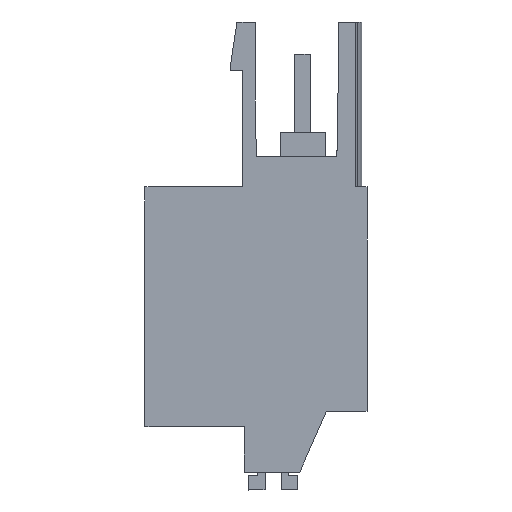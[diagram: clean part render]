
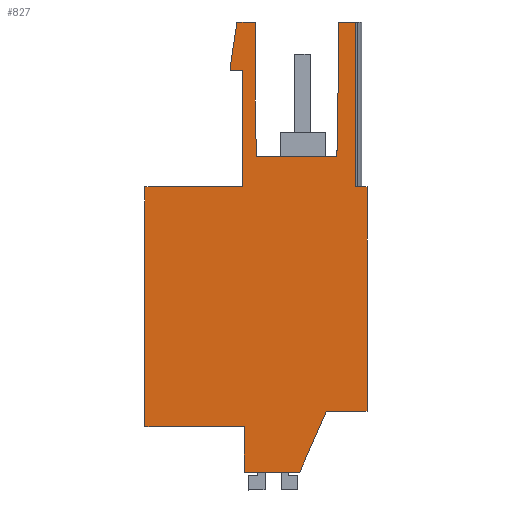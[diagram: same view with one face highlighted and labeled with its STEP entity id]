
A CAD part, left-side view. The second image highlights one B-rep face of the part: STEP entity #827.
In plain terms, the highlighted planar face has unit normal (-1, 0, 0).
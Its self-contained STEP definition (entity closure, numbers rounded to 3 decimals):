
#671=AXIS2_PLACEMENT_3D('Plane Axis2P3D',#668,#669,#670) ;
#42=CARTESIAN_POINT('Vertex',(0.,2.6,5.043)) ;
#45=CARTESIAN_POINT('Line Origine',(0.,3.45,3.093)) ;
#49=CARTESIAN_POINT('Vertex',(0.,4.3,1.143)) ;
#82=CARTESIAN_POINT('Vertex',(0.,0.,5.043)) ;
#85=CARTESIAN_POINT('Line Origine',(0.,1.3,5.043)) ;
#668=CARTESIAN_POINT('Axis2P3D Location',(0.,6.8,19.383)) ;
#673=CARTESIAN_POINT('Line Origine',(0.,7.158,27.858)) ;
#677=CARTESIAN_POINT('Vertex',(0.,7.158,25.783)) ;
#679=CARTESIAN_POINT('Vertex',(0.,7.158,29.933)) ;
#682=CARTESIAN_POINT('Line Origine',(0.,7.738,29.933)) ;
#686=CARTESIAN_POINT('Vertex',(0.,8.318,29.933)) ;
#689=CARTESIAN_POINT('Line Origine',(0.,8.528,28.533)) ;
#693=CARTESIAN_POINT('Vertex',(0.,8.738,27.133)) ;
#696=CARTESIAN_POINT('Line Origine',(0.,8.738,26.973)) ;
#700=CARTESIAN_POINT('Vertex',(0.,8.738,26.813)) ;
#703=CARTESIAN_POINT('Line Origine',(0.,8.353,26.813)) ;
#707=CARTESIAN_POINT('Vertex',(0.,7.968,26.813)) ;
#710=CARTESIAN_POINT('Line Origine',(0.,7.968,23.098)) ;
#714=CARTESIAN_POINT('Vertex',(0.,7.968,19.383)) ;
#717=CARTESIAN_POINT('Line Origine',(0.,11.084,19.383)) ;
#721=CARTESIAN_POINT('Vertex',(0.,14.2,19.383)) ;
#724=CARTESIAN_POINT('Line Origine',(0.,14.2,11.713)) ;
#728=CARTESIAN_POINT('Vertex',(0.,14.2,4.043)) ;
#731=CARTESIAN_POINT('Line Origine',(0.,11.025,4.043)) ;
#735=CARTESIAN_POINT('Vertex',(0.,7.85,4.043)) ;
#738=CARTESIAN_POINT('Line Origine',(0.,7.85,2.593)) ;
#742=CARTESIAN_POINT('Vertex',(0.,7.85,1.143)) ;
#745=CARTESIAN_POINT('Line Origine',(0.,6.075,1.143)) ;
#750=CARTESIAN_POINT('Line Origine',(0.,0.,12.213)) ;
#754=CARTESIAN_POINT('Vertex',(0.,0.,19.383)) ;
#757=CARTESIAN_POINT('Line Origine',(0.,0.361,19.383)) ;
#761=CARTESIAN_POINT('Vertex',(0.,0.723,19.383)) ;
#764=CARTESIAN_POINT('Line Origine',(0.,0.723,24.658)) ;
#768=CARTESIAN_POINT('Vertex',(0.,0.723,29.933)) ;
#771=CARTESIAN_POINT('Line Origine',(0.,1.285,29.933)) ;
#775=CARTESIAN_POINT('Vertex',(0.,1.848,29.933)) ;
#778=CARTESIAN_POINT('Line Origine',(0.,1.848,27.858)) ;
#782=CARTESIAN_POINT('Vertex',(0.,1.848,25.783)) ;
#785=CARTESIAN_POINT('Line Origine',(0.,1.887,23.558)) ;
#789=CARTESIAN_POINT('Vertex',(0.,1.926,21.333)) ;
#792=CARTESIAN_POINT('Line Origine',(0.,4.503,21.333)) ;
#796=CARTESIAN_POINT('Vertex',(0.,7.08,21.333)) ;
#799=CARTESIAN_POINT('Line Origine',(0.,7.119,23.558)) ;
#46=DIRECTION('Vector Direction',(0.,-0.4,0.917)) ;
#86=DIRECTION('Vector Direction',(0.,-1.,0.)) ;
#669=DIRECTION('Axis2P3D Direction',(-1.,0.,0.)) ;
#670=DIRECTION('Axis2P3D XDirection',(0.,1.,0.)) ;
#674=DIRECTION('Vector Direction',(0.,0.,1.)) ;
#683=DIRECTION('Vector Direction',(0.,1.,0.)) ;
#690=DIRECTION('Vector Direction',(0.,0.148,-0.989)) ;
#697=DIRECTION('Vector Direction',(0.,0.,-1.)) ;
#704=DIRECTION('Vector Direction',(0.,1.,0.)) ;
#711=DIRECTION('Vector Direction',(0.,0.,1.)) ;
#718=DIRECTION('Vector Direction',(0.,1.,0.)) ;
#725=DIRECTION('Vector Direction',(0.,0.,-1.)) ;
#732=DIRECTION('Vector Direction',(0.,-1.,0.)) ;
#739=DIRECTION('Vector Direction',(0.,0.,-1.)) ;
#746=DIRECTION('Vector Direction',(0.,-1.,0.)) ;
#751=DIRECTION('Vector Direction',(0.,0.,1.)) ;
#758=DIRECTION('Vector Direction',(0.,1.,0.)) ;
#765=DIRECTION('Vector Direction',(0.,0.,-1.)) ;
#772=DIRECTION('Vector Direction',(0.,1.,0.)) ;
#779=DIRECTION('Vector Direction',(0.,0.,1.)) ;
#786=DIRECTION('Vector Direction',(0.,0.017,-1.)) ;
#793=DIRECTION('Vector Direction',(0.,-1.,0.)) ;
#800=DIRECTION('Vector Direction',(0.,-0.017,-1.)) ;
#47=VECTOR('Line Direction',#46,1.) ;
#87=VECTOR('Line Direction',#86,1.) ;
#675=VECTOR('Line Direction',#674,1.) ;
#684=VECTOR('Line Direction',#683,1.) ;
#691=VECTOR('Line Direction',#690,1.) ;
#698=VECTOR('Line Direction',#697,1.) ;
#705=VECTOR('Line Direction',#704,1.) ;
#712=VECTOR('Line Direction',#711,1.) ;
#719=VECTOR('Line Direction',#718,1.) ;
#726=VECTOR('Line Direction',#725,1.) ;
#733=VECTOR('Line Direction',#732,1.) ;
#740=VECTOR('Line Direction',#739,1.) ;
#747=VECTOR('Line Direction',#746,1.) ;
#752=VECTOR('Line Direction',#751,1.) ;
#759=VECTOR('Line Direction',#758,1.) ;
#766=VECTOR('Line Direction',#765,1.) ;
#773=VECTOR('Line Direction',#772,1.) ;
#780=VECTOR('Line Direction',#779,1.) ;
#787=VECTOR('Line Direction',#786,1.) ;
#794=VECTOR('Line Direction',#793,1.) ;
#801=VECTOR('Line Direction',#800,1.) ;
#805=ORIENTED_EDGE('',*,*,#681,.T.) ;
#806=ORIENTED_EDGE('',*,*,#688,.T.) ;
#807=ORIENTED_EDGE('',*,*,#695,.T.) ;
#808=ORIENTED_EDGE('',*,*,#702,.T.) ;
#809=ORIENTED_EDGE('',*,*,#709,.F.) ;
#810=ORIENTED_EDGE('',*,*,#716,.F.) ;
#811=ORIENTED_EDGE('',*,*,#723,.T.) ;
#812=ORIENTED_EDGE('',*,*,#730,.T.) ;
#813=ORIENTED_EDGE('',*,*,#737,.T.) ;
#814=ORIENTED_EDGE('',*,*,#744,.T.) ;
#815=ORIENTED_EDGE('',*,*,#749,.T.) ;
#816=ORIENTED_EDGE('',*,*,#51,.T.) ;
#817=ORIENTED_EDGE('',*,*,#89,.T.) ;
#818=ORIENTED_EDGE('',*,*,#756,.T.) ;
#819=ORIENTED_EDGE('',*,*,#763,.T.) ;
#820=ORIENTED_EDGE('',*,*,#770,.F.) ;
#821=ORIENTED_EDGE('',*,*,#777,.T.) ;
#822=ORIENTED_EDGE('',*,*,#784,.F.) ;
#823=ORIENTED_EDGE('',*,*,#791,.T.) ;
#824=ORIENTED_EDGE('',*,*,#798,.F.) ;
#825=ORIENTED_EDGE('',*,*,#803,.F.) ;
#827=ADVANCED_FACE('HOUSING',(#826),#672,.T.) ;
#51=EDGE_CURVE('',#50,#43,#48,.T.) ;
#89=EDGE_CURVE('',#43,#83,#88,.T.) ;
#681=EDGE_CURVE('',#678,#680,#676,.T.) ;
#688=EDGE_CURVE('',#680,#687,#685,.T.) ;
#695=EDGE_CURVE('',#687,#694,#692,.T.) ;
#702=EDGE_CURVE('',#694,#701,#699,.T.) ;
#709=EDGE_CURVE('',#708,#701,#706,.T.) ;
#716=EDGE_CURVE('',#715,#708,#713,.T.) ;
#723=EDGE_CURVE('',#715,#722,#720,.T.) ;
#730=EDGE_CURVE('',#722,#729,#727,.T.) ;
#737=EDGE_CURVE('',#729,#736,#734,.T.) ;
#744=EDGE_CURVE('',#736,#743,#741,.T.) ;
#749=EDGE_CURVE('',#743,#50,#748,.T.) ;
#756=EDGE_CURVE('',#83,#755,#753,.T.) ;
#763=EDGE_CURVE('',#755,#762,#760,.T.) ;
#770=EDGE_CURVE('',#769,#762,#767,.T.) ;
#777=EDGE_CURVE('',#769,#776,#774,.T.) ;
#784=EDGE_CURVE('',#783,#776,#781,.T.) ;
#791=EDGE_CURVE('',#783,#790,#788,.T.) ;
#798=EDGE_CURVE('',#797,#790,#795,.T.) ;
#803=EDGE_CURVE('',#678,#797,#802,.T.) ;
#804=EDGE_LOOP('',(#805,#806,#807,#808,#809,#810,#811,#812,#813,#814,#815,#816,#817,#818,#819,#820,#821,#822,#823,#824,#825)) ;
#826=FACE_OUTER_BOUND('',#804,.T.) ;
#48=LINE('Line',#45,#47) ;
#88=LINE('Line',#85,#87) ;
#676=LINE('Line',#673,#675) ;
#685=LINE('Line',#682,#684) ;
#692=LINE('Line',#689,#691) ;
#699=LINE('Line',#696,#698) ;
#706=LINE('Line',#703,#705) ;
#713=LINE('Line',#710,#712) ;
#720=LINE('Line',#717,#719) ;
#727=LINE('Line',#724,#726) ;
#734=LINE('Line',#731,#733) ;
#741=LINE('Line',#738,#740) ;
#748=LINE('Line',#745,#747) ;
#753=LINE('Line',#750,#752) ;
#760=LINE('Line',#757,#759) ;
#767=LINE('Line',#764,#766) ;
#774=LINE('Line',#771,#773) ;
#781=LINE('Line',#778,#780) ;
#788=LINE('Line',#785,#787) ;
#795=LINE('Line',#792,#794) ;
#802=LINE('Line',#799,#801) ;
#672=PLANE('',#671) ;
#43=VERTEX_POINT('',#42) ;
#50=VERTEX_POINT('',#49) ;
#83=VERTEX_POINT('',#82) ;
#678=VERTEX_POINT('',#677) ;
#680=VERTEX_POINT('',#679) ;
#687=VERTEX_POINT('',#686) ;
#694=VERTEX_POINT('',#693) ;
#701=VERTEX_POINT('',#700) ;
#708=VERTEX_POINT('',#707) ;
#715=VERTEX_POINT('',#714) ;
#722=VERTEX_POINT('',#721) ;
#729=VERTEX_POINT('',#728) ;
#736=VERTEX_POINT('',#735) ;
#743=VERTEX_POINT('',#742) ;
#755=VERTEX_POINT('',#754) ;
#762=VERTEX_POINT('',#761) ;
#769=VERTEX_POINT('',#768) ;
#776=VERTEX_POINT('',#775) ;
#783=VERTEX_POINT('',#782) ;
#790=VERTEX_POINT('',#789) ;
#797=VERTEX_POINT('',#796) ;
